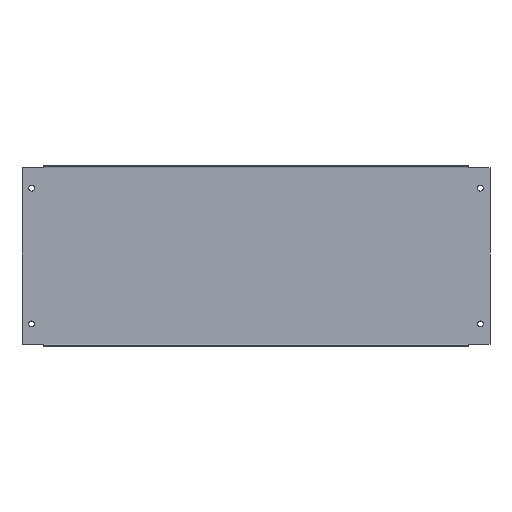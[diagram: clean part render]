
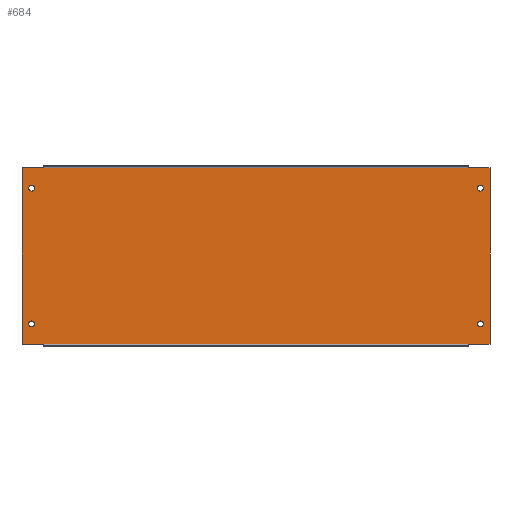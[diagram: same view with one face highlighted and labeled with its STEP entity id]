
A CAD part, top view. The second image highlights one B-rep face of the part: STEP entity #684.
In plain terms, the highlighted planar face has unit normal (0, 0, 1).
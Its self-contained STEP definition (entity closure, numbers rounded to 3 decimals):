
#8 = ORIENTED_EDGE ( 'NONE', *, *, #48, .T. ) ;
#15 = AXIS2_PLACEMENT_3D ( 'NONE', #584, #194, #660 ) ;
#23 = FACE_OUTER_BOUND ( 'NONE', #440, .T. ) ;
#25 = CARTESIAN_POINT ( 'NONE',  ( 0., 195., 0. ) ) ;
#31 = VERTEX_POINT ( 'NONE', #401 ) ;
#48 = EDGE_CURVE ( 'NONE', #434, #434, #399, .T. ) ;
#58 = DIRECTION ( 'NONE',  ( -1., 0., 0. ) ) ;
#60 = EDGE_CURVE ( 'NONE', #230, #409, #566, .T. ) ;
#64 = LINE ( 'NONE', #265, #211 ) ;
#67 = VECTOR ( 'NONE', #232, 1000. ) ;
#71 = ORIENTED_EDGE ( 'NONE', *, *, #328, .T. ) ;
#81 = VECTOR ( 'NONE', #203, 1000. ) ;
#92 = CIRCLE ( 'NONE', #15, 3.25 ) ;
#96 = EDGE_CURVE ( 'NONE', #31, #389, #544, .T. ) ;
#125 = LINE ( 'NONE', #245, #813 ) ;
#128 = EDGE_LOOP ( 'NONE', ( #8 ) ) ;
#166 = EDGE_CURVE ( 'NONE', #209, #209, #668, .T. ) ;
#185 = FACE_BOUND ( 'NONE', #128, .T. ) ;
#194 = DIRECTION ( 'NONE',  ( 0., 0., -1. ) ) ;
#202 = VECTOR ( 'NONE', #663, 1000. ) ;
#203 = DIRECTION ( 'NONE',  ( 1., 0., 0. ) ) ;
#209 = VERTEX_POINT ( 'NONE', #633 ) ;
#211 = VECTOR ( 'NONE', #454, 1000. ) ;
#218 = ORIENTED_EDGE ( 'NONE', *, *, #60, .T. ) ;
#230 = VERTEX_POINT ( 'NONE', #502 ) ;
#231 = EDGE_CURVE ( 'NONE', #457, #31, #125, .T. ) ;
#232 = DIRECTION ( 'NONE',  ( 0., 1., 0. ) ) ;
#233 = AXIS2_PLACEMENT_3D ( 'NONE', #850, #417, #58 ) ;
#245 = CARTESIAN_POINT ( 'NONE',  ( 0., 0., 0. ) ) ;
#265 = CARTESIAN_POINT ( 'NONE',  ( 0., 195., 0. ) ) ;
#273 = ORIENTED_EDGE ( 'NONE', *, *, #166, .T. ) ;
#285 = EDGE_CURVE ( 'NONE', #734, #734, #92, .T. ) ;
#297 = CARTESIAN_POINT ( 'NONE',  ( 10.6, 172.5, 0. ) ) ;
#305 = CARTESIAN_POINT ( 'NONE',  ( 493.5, 195., 0. ) ) ;
#318 = DIRECTION ( 'NONE',  ( -1., 0., 0. ) ) ;
#320 = ORIENTED_EDGE ( 'NONE', *, *, #231, .T. ) ;
#321 = AXIS2_PLACEMENT_3D ( 'NONE', #475, #438, #424 ) ;
#328 = EDGE_CURVE ( 'NONE', #459, #230, #360, .T. ) ;
#335 = VECTOR ( 'NONE', #789, 1000. ) ;
#338 = FACE_BOUND ( 'NONE', #365, .T. ) ;
#342 = VERTEX_POINT ( 'NONE', #305 ) ;
#350 = VERTEX_POINT ( 'NONE', #578 ) ;
#358 = DIRECTION ( 'NONE',  ( -1., 0., 0. ) ) ;
#360 = LINE ( 'NONE', #512, #202 ) ;
#365 = EDGE_LOOP ( 'NONE', ( #832 ) ) ;
#368 = VECTOR ( 'NONE', #526, 1000. ) ;
#384 = CARTESIAN_POINT ( 'NONE',  ( 493.5, 0., 0. ) ) ;
#389 = VERTEX_POINT ( 'NONE', #593 ) ;
#391 = CARTESIAN_POINT ( 'NONE',  ( 23.5, 195., 0. ) ) ;
#392 = VECTOR ( 'NONE', #613, 1000. ) ;
#399 = CIRCLE ( 'NONE', #233, 3.25 ) ;
#401 = CARTESIAN_POINT ( 'NONE',  ( 0., 0., 0. ) ) ;
#409 = VERTEX_POINT ( 'NONE', #447 ) ;
#417 = DIRECTION ( 'NONE',  ( 0., 0., -1. ) ) ;
#418 = LINE ( 'NONE', #716, #392 ) ;
#419 = DIRECTION ( 'NONE',  ( 0., 0., -1. ) ) ;
#424 = DIRECTION ( 'NONE',  ( -1., 0., 0. ) ) ;
#434 = VERTEX_POINT ( 'NONE', #607 ) ;
#438 = DIRECTION ( 'NONE',  ( 0., 0., -1. ) ) ;
#439 = EDGE_CURVE ( 'NONE', #551, #342, #585, .T. ) ;
#440 = EDGE_LOOP ( 'NONE', ( #320, #679, #528, #71, #218, #443, #647, #486 ) ) ;
#443 = ORIENTED_EDGE ( 'NONE', *, *, #522, .T. ) ;
#447 = CARTESIAN_POINT ( 'NONE',  ( 517., 195., 0. ) ) ;
#454 = DIRECTION ( 'NONE',  ( -1., 0., 0. ) ) ;
#457 = VERTEX_POINT ( 'NONE', #25 ) ;
#459 = VERTEX_POINT ( 'NONE', #384 ) ;
#462 = EDGE_CURVE ( 'NONE', #551, #457, #849, .T. ) ;
#467 = CARTESIAN_POINT ( 'NONE',  ( 0., 0., 0. ) ) ;
#475 = CARTESIAN_POINT ( 'NONE',  ( 506.4, 172.5, 0. ) ) ;
#486 = ORIENTED_EDGE ( 'NONE', *, *, #462, .T. ) ;
#491 = CARTESIAN_POINT ( 'NONE',  ( 0., 0., 0. ) ) ;
#502 = CARTESIAN_POINT ( 'NONE',  ( 517., 0., 0. ) ) ;
#504 = PLANE ( 'NONE',  #509 ) ;
#509 = AXIS2_PLACEMENT_3D ( 'NONE', #467, #419, #318 ) ;
#512 = CARTESIAN_POINT ( 'NONE',  ( 0., 0., 0. ) ) ;
#522 = EDGE_CURVE ( 'NONE', #409, #342, #64, .T. ) ;
#523 = CARTESIAN_POINT ( 'NONE',  ( 23.5, 195., 0. ) ) ;
#524 = FACE_BOUND ( 'NONE', #801, .T. ) ;
#526 = DIRECTION ( 'NONE',  ( -1., 0., 0. ) ) ;
#528 = ORIENTED_EDGE ( 'NONE', *, *, #824, .F. ) ;
#544 = LINE ( 'NONE', #491, #335 ) ;
#548 = CIRCLE ( 'NONE', #321, 3.25 ) ;
#551 = VERTEX_POINT ( 'NONE', #391 ) ;
#566 = LINE ( 'NONE', #706, #67 ) ;
#578 = CARTESIAN_POINT ( 'NONE',  ( 503.15, 172.5, 0. ) ) ;
#584 = CARTESIAN_POINT ( 'NONE',  ( 10.6, 22.5, 0. ) ) ;
#585 = LINE ( 'NONE', #523, #81 ) ;
#590 = CARTESIAN_POINT ( 'NONE',  ( 7.35, 22.5, 0. ) ) ;
#593 = CARTESIAN_POINT ( 'NONE',  ( 23.5, 0., 0. ) ) ;
#601 = EDGE_LOOP ( 'NONE', ( #640 ) ) ;
#607 = CARTESIAN_POINT ( 'NONE',  ( 503.15, 22.5, 0. ) ) ;
#613 = DIRECTION ( 'NONE',  ( -1., 0., 0. ) ) ;
#633 = CARTESIAN_POINT ( 'NONE',  ( 7.35, 172.5, 0. ) ) ;
#640 = ORIENTED_EDGE ( 'NONE', *, *, #683, .T. ) ;
#647 = ORIENTED_EDGE ( 'NONE', *, *, #439, .F. ) ;
#660 = DIRECTION ( 'NONE',  ( -1., 0., 0. ) ) ;
#663 = DIRECTION ( 'NONE',  ( 1., 0., 0. ) ) ;
#668 = CIRCLE ( 'NONE', #685, 3.25 ) ;
#679 = ORIENTED_EDGE ( 'NONE', *, *, #96, .T. ) ;
#683 = EDGE_CURVE ( 'NONE', #350, #350, #548, .T. ) ;
#684 = ADVANCED_FACE ( 'NONE', ( #524, #699, #338, #185, #23 ), #504, .F. ) ;
#685 = AXIS2_PLACEMENT_3D ( 'NONE', #297, #793, #358 ) ;
#699 = FACE_BOUND ( 'NONE', #601, .T. ) ;
#706 = CARTESIAN_POINT ( 'NONE',  ( 517., 0., 0. ) ) ;
#716 = CARTESIAN_POINT ( 'NONE',  ( 493.5, 0., 0. ) ) ;
#734 = VERTEX_POINT ( 'NONE', #590 ) ;
#789 = DIRECTION ( 'NONE',  ( 1., 0., 0. ) ) ;
#793 = DIRECTION ( 'NONE',  ( 0., 0., -1. ) ) ;
#799 = DIRECTION ( 'NONE',  ( 0., -1., 0. ) ) ;
#801 = EDGE_LOOP ( 'NONE', ( #273 ) ) ;
#813 = VECTOR ( 'NONE', #799, 1000. ) ;
#821 = CARTESIAN_POINT ( 'NONE',  ( 0., 195., 0. ) ) ;
#824 = EDGE_CURVE ( 'NONE', #459, #389, #418, .T. ) ;
#832 = ORIENTED_EDGE ( 'NONE', *, *, #285, .T. ) ;
#849 = LINE ( 'NONE', #821, #368 ) ;
#850 = CARTESIAN_POINT ( 'NONE',  ( 506.4, 22.5, 0. ) ) ;
